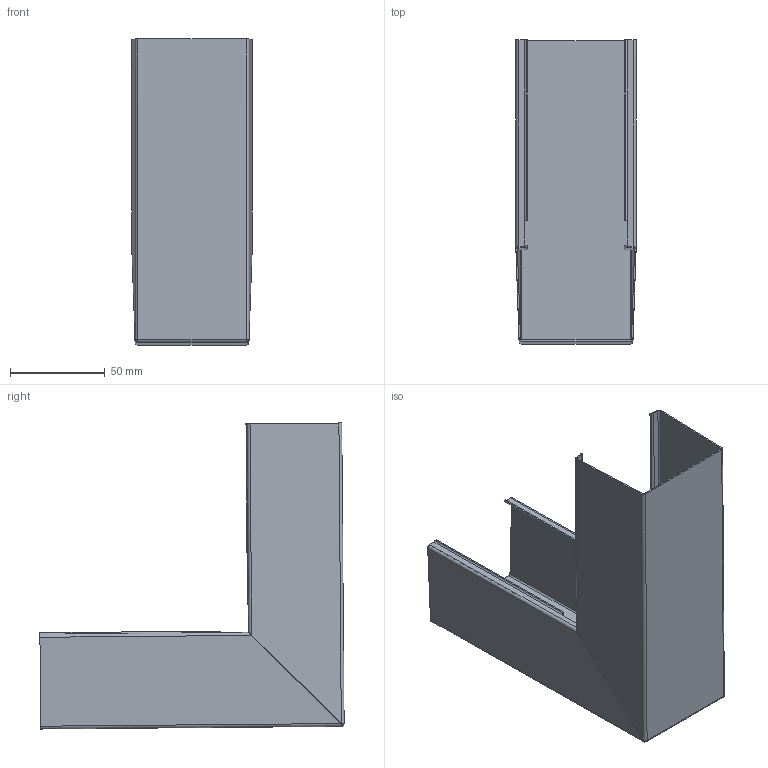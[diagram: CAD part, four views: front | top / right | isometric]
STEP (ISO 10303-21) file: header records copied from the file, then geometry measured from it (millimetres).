
FILE_DESCRIPTION (( 'STEP AP214' ), '1' );
FILE_NAME ('6248128.stp', '2016-09-30T06:39:44', ( '' ), ( '' ), 'SwSTEP 2.0', 'SolidWorks 2014', '' );
FILE_SCHEMA (( 'AUTOMOTIVE_DESIGN' ));
Length unit declared in the file: millimetre
Products named in the file (1): 6248128
Bounding box: 63.32 x 160.42 x 161.39 mm (x, y, z)
Volume: 35604.3 mm3; surface area: 95759 mm2
Topology: 1 solids, 1 shells, 98 faces, 264 edges, 168 vertices
Faces by surface type: plane 48, cylinder 26, bspline 24
Entity records: 9618 total; most frequent: CARTESIAN_POINT 6205, ORIENTED_EDGE 528, DIRECTION 430, EDGE_CURVE 264, VERTEX_POINT 168, LINE 160, VECTOR 160, AXIS2_PLACEMENT_3D 135
